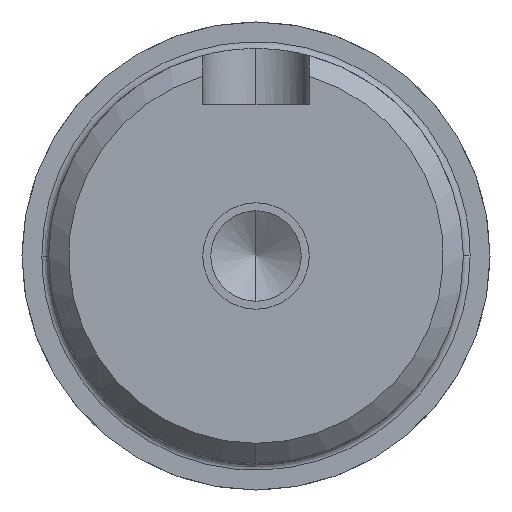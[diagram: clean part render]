
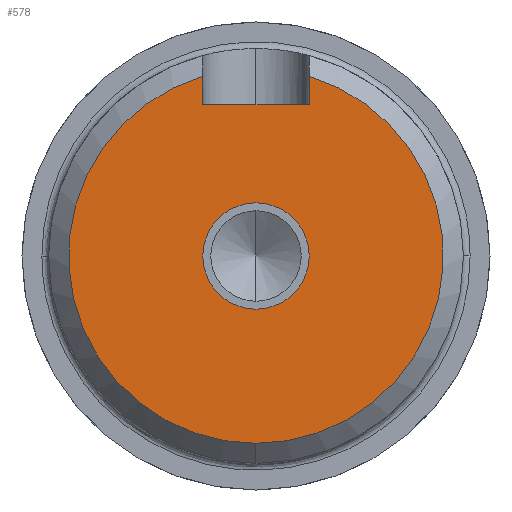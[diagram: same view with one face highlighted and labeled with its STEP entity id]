
A CAD part, left-side view. The second image highlights one B-rep face of the part: STEP entity #578.
In plain terms, the highlighted planar face has unit normal (-1, 0, 0).
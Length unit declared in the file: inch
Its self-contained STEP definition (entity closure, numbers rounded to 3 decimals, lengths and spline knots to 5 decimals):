
#21 = VERTEX_POINT ( 'NONE', #2094 ) ;
#41 = CARTESIAN_POINT ( 'NONE',  ( -17.39893, 0.3125, 0.8876 ) ) ;
#60 = DIRECTION ( 'NONE',  ( 0., 0., -1. ) ) ;
#77 = DIRECTION ( 'NONE',  ( 0., 0., -1. ) ) ;
#152 = CARTESIAN_POINT ( 'NONE',  ( -17.39893, 0., -0.3125 ) ) ;
#179 = EDGE_LOOP ( 'NONE', ( #1023, #196 ) ) ;
#196 = ORIENTED_EDGE ( 'NONE', *, *, #1367, .F. ) ;
#202 = CARTESIAN_POINT ( 'NONE',  ( -17.39893, -0.3125, 0. ) ) ;
#259 = DIRECTION ( 'NONE',  ( 0., 1., 0. ) ) ;
#266 = CARTESIAN_POINT ( 'NONE',  ( -17.39893, 0., -1.10059 ) ) ;
#274 = PLANE ( 'NONE',  #1243 ) ;
#291 = CARTESIAN_POINT ( 'NONE',  ( -17.39893, 0., 0. ) ) ;
#369 = DIRECTION ( 'NONE',  ( 0., 0., 1. ) ) ;
#407 = DIRECTION ( 'NONE',  ( 1., 0., 0. ) ) ;
#410 = DIRECTION ( 'NONE',  ( -1., 0., 0. ) ) ;
#528 = EDGE_LOOP ( 'NONE', ( #1891, #1736, #1270, #2090, #1933 ) ) ;
#533 = CIRCLE ( 'NONE', #1045, 1.10059 ) ;
#574 = DIRECTION ( 'NONE',  ( 0., 0., 1. ) ) ;
#578 = ADVANCED_FACE ( 'NONE', ( #1722, #1706 ), #274, .F. ) ;
#596 = VECTOR ( 'NONE', #369, 39.37008 ) ;
#599 = DIRECTION ( 'NONE',  ( -1., 0., 0. ) ) ;
#607 = CARTESIAN_POINT ( 'NONE',  ( -17.39893, 0., 0. ) ) ;
#619 = VERTEX_POINT ( 'NONE', #152 ) ;
#624 = CIRCLE ( 'NONE', #1081, 1.10059 ) ;
#629 = LINE ( 'NONE', #202, #596 ) ;
#650 = LINE ( 'NONE', #676, #694 ) ;
#661 = CARTESIAN_POINT ( 'NONE',  ( -17.39893, 0.3125, 1.05529 ) ) ;
#676 = CARTESIAN_POINT ( 'NONE',  ( -17.39893, 0.3125, 0. ) ) ;
#690 = LINE ( 'NONE', #1789, #693 ) ;
#693 = VECTOR ( 'NONE', #741, 39.37008 ) ;
#694 = VECTOR ( 'NONE', #1731, 39.37008 ) ;
#741 = DIRECTION ( 'NONE',  ( 0., -1., 0. ) ) ;
#748 = CIRCLE ( 'NONE', #1104, 0.3125 ) ;
#832 = VERTEX_POINT ( 'NONE', #266 ) ;
#1008 = DIRECTION ( 'NONE',  ( 1., 0., 0. ) ) ;
#1023 = ORIENTED_EDGE ( 'NONE', *, *, #1590, .F. ) ;
#1033 = DIRECTION ( 'NONE',  ( 1., 0., 0. ) ) ;
#1045 = AXIS2_PLACEMENT_3D ( 'NONE', #2029, #1033, #77 ) ;
#1081 = AXIS2_PLACEMENT_3D ( 'NONE', #2013, #1008, #60 ) ;
#1104 = AXIS2_PLACEMENT_3D ( 'NONE', #1444, #410, #1631 ) ;
#1178 = AXIS2_PLACEMENT_3D ( 'NONE', #607, #599, #574 ) ;
#1243 = AXIS2_PLACEMENT_3D ( 'NONE', #291, #407, #259 ) ;
#1270 = ORIENTED_EDGE ( 'NONE', *, *, #1671, .F. ) ;
#1337 = CARTESIAN_POINT ( 'NONE',  ( -17.39893, -0.3125, 0.8876 ) ) ;
#1367 = EDGE_CURVE ( 'NONE', #619, #21, #1372, .T. ) ;
#1372 = CIRCLE ( 'NONE', #1178, 0.3125 ) ;
#1444 = CARTESIAN_POINT ( 'NONE',  ( -17.39893, 0., 0. ) ) ;
#1544 = CARTESIAN_POINT ( 'NONE',  ( -17.39893, -0.3125, 1.05529 ) ) ;
#1590 = EDGE_CURVE ( 'NONE', #21, #619, #748, .T. ) ;
#1603 = EDGE_CURVE ( 'NONE', #1963, #1937, #690, .T. ) ;
#1624 = EDGE_CURVE ( 'NONE', #2020, #1963, #650, .T. ) ;
#1630 = EDGE_CURVE ( 'NONE', #1937, #2002, #629, .T. ) ;
#1631 = DIRECTION ( 'NONE',  ( 0., 0., 1. ) ) ;
#1633 = EDGE_CURVE ( 'NONE', #832, #2020, #624, .T. ) ;
#1671 = EDGE_CURVE ( 'NONE', #2002, #832, #533, .T. ) ;
#1706 = FACE_BOUND ( 'NONE', #179, .T. ) ;
#1722 = FACE_OUTER_BOUND ( 'NONE', #528, .T. ) ;
#1731 = DIRECTION ( 'NONE',  ( 0., 0., -1. ) ) ;
#1736 = ORIENTED_EDGE ( 'NONE', *, *, #1633, .F. ) ;
#1789 = CARTESIAN_POINT ( 'NONE',  ( -17.39893, 0., 0.8876 ) ) ;
#1891 = ORIENTED_EDGE ( 'NONE', *, *, #1624, .F. ) ;
#1933 = ORIENTED_EDGE ( 'NONE', *, *, #1603, .F. ) ;
#1937 = VERTEX_POINT ( 'NONE', #1337 ) ;
#1963 = VERTEX_POINT ( 'NONE', #41 ) ;
#2002 = VERTEX_POINT ( 'NONE', #1544 ) ;
#2013 = CARTESIAN_POINT ( 'NONE',  ( -17.39893, 0., 0. ) ) ;
#2020 = VERTEX_POINT ( 'NONE', #661 ) ;
#2029 = CARTESIAN_POINT ( 'NONE',  ( -17.39893, 0., 0. ) ) ;
#2090 = ORIENTED_EDGE ( 'NONE', *, *, #1630, .F. ) ;
#2094 = CARTESIAN_POINT ( 'NONE',  ( -17.39893, 0., 0.3125 ) ) ;
